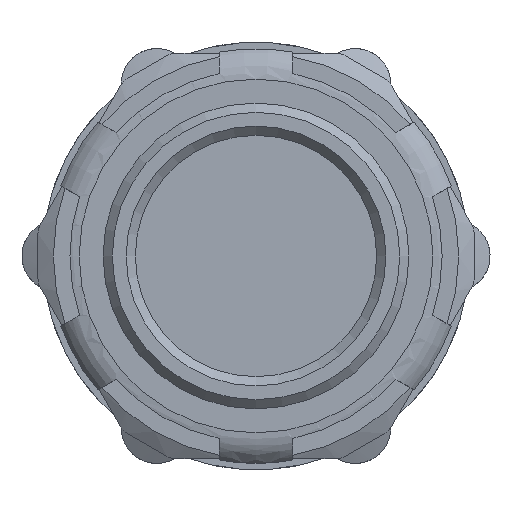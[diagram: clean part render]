
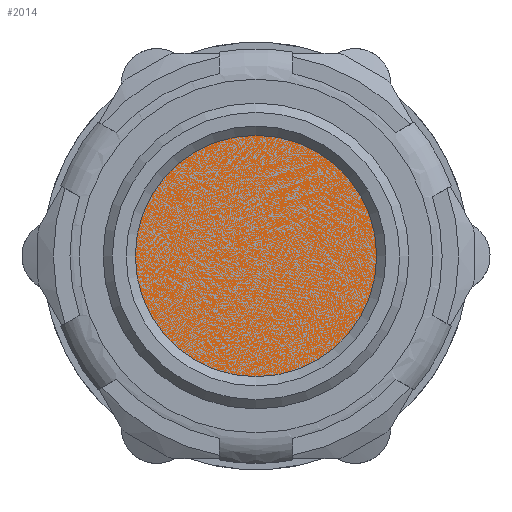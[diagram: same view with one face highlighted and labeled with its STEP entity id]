
A CAD part, front view. The second image highlights one B-rep face of the part: STEP entity #2014.
In plain terms, the highlighted planar face has unit normal (0, 1, 0).
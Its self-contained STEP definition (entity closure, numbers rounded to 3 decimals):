
#625=FACE_OUTER_BOUND('',#748,.T.);
#748=EDGE_LOOP('',(#1863));
#842=CIRCLE('',#2236,8.3);
#1022=VERTEX_POINT('',#4564);
#1303=EDGE_CURVE('',#1022,#1022,#842,.T.);
#1863=ORIENTED_EDGE('',*,*,#1303,.T.);
#1900=PLANE('',#2235);
#2014=ADVANCED_FACE('',(#625),#1900,.T.);
#2235=AXIS2_PLACEMENT_3D('',#4563,#2726,#2727);
#2236=AXIS2_PLACEMENT_3D('',#4565,#2728,#2729);
#2726=DIRECTION('center_axis',(0.,1.,0.));
#2727=DIRECTION('ref_axis',(0.,0.,1.));
#2728=DIRECTION('center_axis',(0.,1.,0.));
#2729=DIRECTION('ref_axis',(0.,0.,-1.));
#4563=CARTESIAN_POINT('Origin',(-3.305,-3.335,0.));
#4564=CARTESIAN_POINT('',(-3.305,-3.335,8.3));
#4565=CARTESIAN_POINT('Origin',(-3.305,-3.335,0.));
